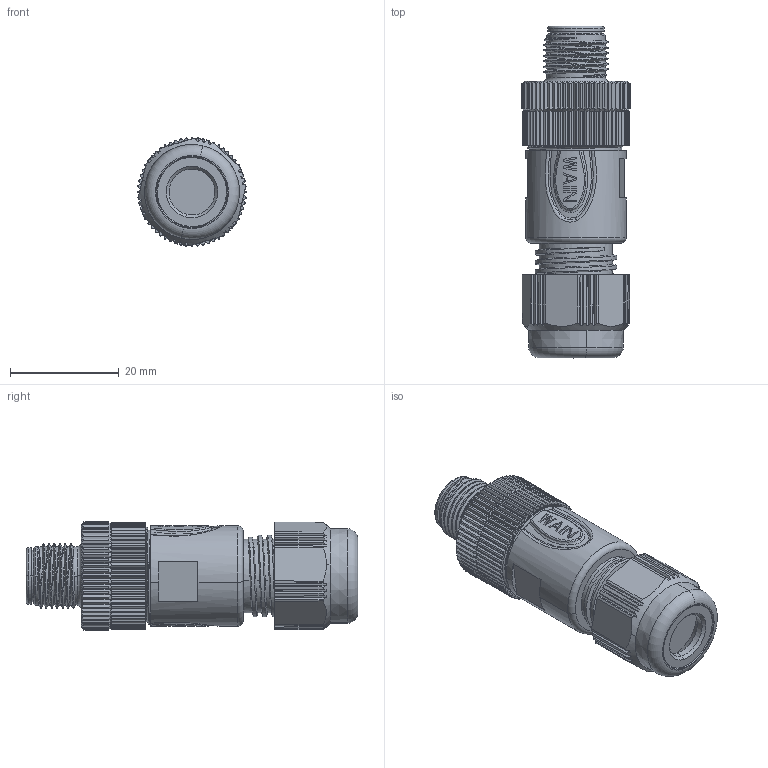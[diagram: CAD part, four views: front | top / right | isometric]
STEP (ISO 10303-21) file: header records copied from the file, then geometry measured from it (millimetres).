
FILE_DESCRIPTION((''),'2;1');
FILE_NAME('3D_1630054113101_M12P-M05A-T-D6','2024-03-18T',('12262'),(''),'PRO/ENGINEER BY PARAMETRIC TECHNOLOGY CORPORATION, 2012480','PRO/ENGINEER BY PARAMETRIC TECHNOLOGY CORPORATION, 2012480','');
FILE_SCHEMA(('CONFIG_CONTROL_DESIGN'));
Products named in the file (1): 3D_1630054113101_M12P-M05A-T-D6
Bounding box: 20 x 61 x 20 mm (x, y, z)
Volume: 12002.5 mm3; surface area: 301403.9 mm2
Topology: 1 solids, 1 shells, 1506 faces, 4285 edges, 2793 vertices
Faces by surface type: plane 685, cylinder 343, cone 231, bspline 112, torus 92, extrusion 33, sphere 10
Entity records: 75709 total; most frequent: CARTESIAN_POINT 38463, ORIENTED_EDGE 8550, DIRECTION 6879, EDGE_CURVE 4275, VERTEX_POINT 2793, AXIS2_PLACEMENT_3D 2608, VECTOR 1663, LINE 1630
